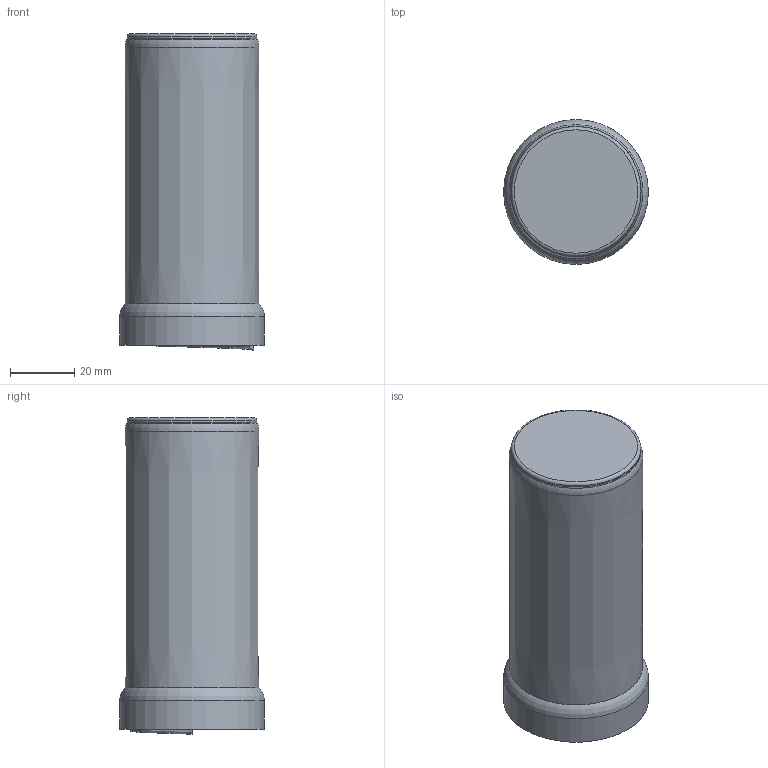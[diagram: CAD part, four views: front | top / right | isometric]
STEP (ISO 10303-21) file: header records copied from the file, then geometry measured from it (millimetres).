
FILE_DESCRIPTION(/* description */ ('STEP AP242','CAx-IF Rec.Pracs.---Representation and Presentation of Product Manufacturing Information (PMI)---4.0---2014-10-13','CAx-IF Rec.Pracs.---3D Tessellated Geometry---0.4---2014-09-14','2;1'),/* implementation_level */ '2;1');
FILE_NAME(/* name */ '68f86d0218a63fc1e60d0ddc',/* time_stamp */ '2025-10-22T05:34:59Z',/* author */ (''),/* organization */ (''),/* preprocessor_version */ 'ST-DEVELOPER v20',/* originating_system */ 'ONSHAPE BY PTC INC, 1.205',/* authorisation */ ' ');
FILE_SCHEMA (('AP242_MANAGED_MODEL_BASED_3D_ENGINEERING_MIM_LF { 1 0 10303 442 1 1 4 }'));
Length unit declared in the file: metre
Products named in the file (2): Part 1; Curve 1
Bounding box: 45 x 45 x 98.25 mm (x, y, z)
Volume: 34007.5 mm3; surface area: 27153 mm2
Topology: 1 solids, 1 shells, 17 faces, 37 edges, 24 vertices
Faces by surface type: plane 6, cylinder 5, torus 4, cone 1, bspline 1
Full cylindrical faces by diameter (mm): 36.535 x1, 40.284 x1, 45 x1
Entity records: 1246 total; most frequent: CARTESIAN_POINT 883, DIRECTION 71, ORIENTED_EDGE 50, AXIS2_PLACEMENT_3D 33, EDGE_LOOP 26, FACE_BOUND 26, EDGE_CURVE 25, VERTEX_POINT 19
